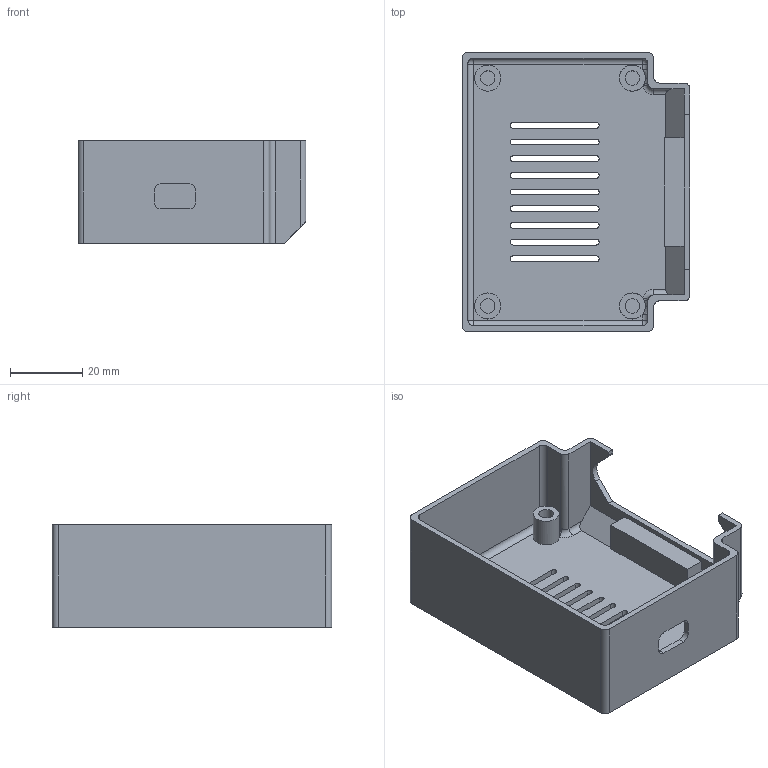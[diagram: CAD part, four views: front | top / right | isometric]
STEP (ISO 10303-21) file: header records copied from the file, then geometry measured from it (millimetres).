
FILE_DESCRIPTION(('FreeCAD Model'),'2;1');
FILE_NAME('Open CASCADE Shape Model','2024-04-15T01:34:23',(''),(''), 'Open CASCADE STEP processor 7.6','Ondsel','Unknown');
FILE_SCHEMA(('AUTOMOTIVE_DESIGN { 1 0 10303 214 1 1 1 1 }'));
Length unit declared in the file: millimetre
Products named in the file (1): CaseBottom
Bounding box: 63 x 77.2 x 28.4 mm (x, y, z)
Volume: 18754.7 mm3; surface area: 23235.2 mm2
Topology: 1 solids, 1 shells, 136 faces, 368 edges, 236 vertices
Faces by surface type: plane 69, cylinder 55, bspline 6, sphere 4, torus 2
Full cylindrical faces by diameter (mm): 4 x4, 7.2 x4
Entity records: 4458 total; most frequent: CARTESIAN_POINT 971, ORIENTED_EDGE 728, DIRECTION 720, EDGE_CURVE 364, AXIS2_PLACEMENT_3D 243, VERTEX_POINT 236, LINE 234, VECTOR 234
